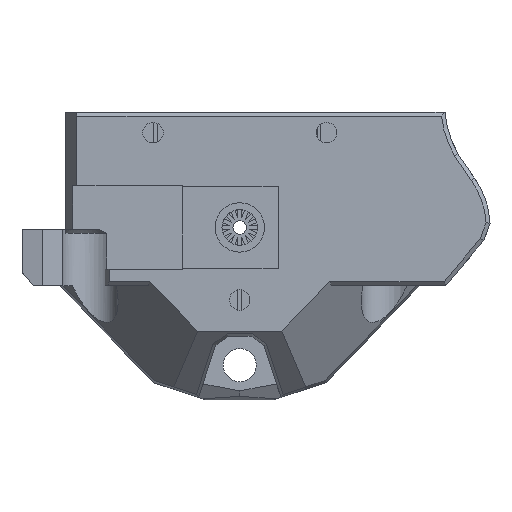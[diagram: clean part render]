
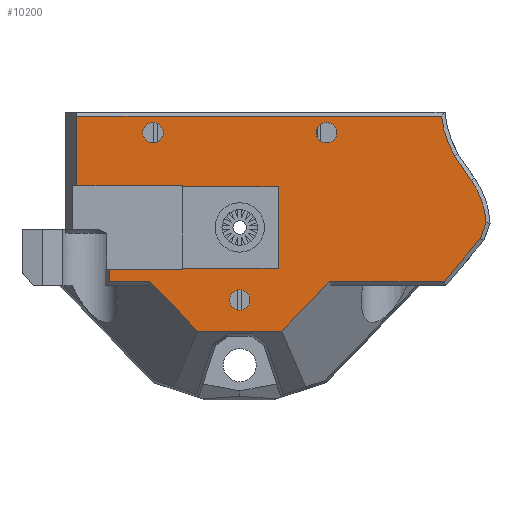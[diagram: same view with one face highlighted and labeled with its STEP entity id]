
A CAD part, top view. The second image highlights one B-rep face of the part: STEP entity #10200.
In plain terms, the highlighted planar face has unit normal (0, 0, 1).
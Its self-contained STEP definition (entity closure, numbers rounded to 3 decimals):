
#186=FACE_BOUND('',#1255,.T.);
#187=FACE_BOUND('',#1256,.T.);
#188=FACE_BOUND('',#1257,.T.);
#206=PLANE('',#10814);
#676=FACE_OUTER_BOUND('',#1254,.T.);
#1254=EDGE_LOOP('',(#7042,#7043,#7044,#7045,#7046,#7047,#7048,#7049,#7050,
#7051,#7052,#7053,#7054,#7055,#7056,#7057,#7058,#7059,#7060,#7061));
#1255=EDGE_LOOP('',(#7062));
#1256=EDGE_LOOP('',(#7063));
#1257=EDGE_LOOP('',(#7064));
#1863=CIRCLE('',#10815,8.435);
#1864=CIRCLE('',#10816,10.4);
#1865=CIRCLE('',#10817,1.05);
#1866=CIRCLE('',#10818,1.05);
#1867=CIRCLE('',#10819,1.05);
#2236=LINE('',#14756,#3340);
#2238=LINE('',#14760,#3342);
#2239=LINE('',#14762,#3343);
#2240=LINE('',#14766,#3344);
#2241=LINE('',#14770,#3345);
#2242=LINE('',#14772,#3346);
#2243=LINE('',#14774,#3347);
#2244=LINE('',#14776,#3348);
#2245=LINE('',#14778,#3349);
#2246=LINE('',#14780,#3350);
#2247=LINE('',#14782,#3351);
#2248=LINE('',#14784,#3352);
#2249=LINE('',#14786,#3353);
#2250=LINE('',#14788,#3354);
#2251=LINE('',#14790,#3355);
#2252=LINE('',#14792,#3356);
#2253=LINE('',#14794,#3357);
#2254=LINE('',#14795,#3358);
#3340=VECTOR('',#11784,10.);
#3342=VECTOR('',#11788,10.);
#3343=VECTOR('',#11789,10.);
#3344=VECTOR('',#11792,10.);
#3345=VECTOR('',#11795,10.);
#3346=VECTOR('',#11796,10.);
#3347=VECTOR('',#11797,10.);
#3348=VECTOR('',#11798,10.);
#3349=VECTOR('',#11799,10.);
#3350=VECTOR('',#11800,10.);
#3351=VECTOR('',#11801,10.);
#3352=VECTOR('',#11802,10.);
#3353=VECTOR('',#11803,10.);
#3354=VECTOR('',#11804,10.);
#3355=VECTOR('',#11805,10.);
#3356=VECTOR('',#11806,10.);
#3357=VECTOR('',#11807,10.);
#3358=VECTOR('',#11808,10.);
#4455=VERTEX_POINT('',#14753);
#4456=VERTEX_POINT('',#14755);
#4457=VERTEX_POINT('',#14759);
#4458=VERTEX_POINT('',#14761);
#4459=VERTEX_POINT('',#14763);
#4460=VERTEX_POINT('',#14765);
#4461=VERTEX_POINT('',#14767);
#4462=VERTEX_POINT('',#14769);
#4463=VERTEX_POINT('',#14771);
#4464=VERTEX_POINT('',#14773);
#4465=VERTEX_POINT('',#14775);
#4466=VERTEX_POINT('',#14777);
#4467=VERTEX_POINT('',#14779);
#4468=VERTEX_POINT('',#14781);
#4469=VERTEX_POINT('',#14783);
#4470=VERTEX_POINT('',#14785);
#4471=VERTEX_POINT('',#14787);
#4472=VERTEX_POINT('',#14789);
#4473=VERTEX_POINT('',#14791);
#4474=VERTEX_POINT('',#14793);
#4475=VERTEX_POINT('',#14796);
#4476=VERTEX_POINT('',#14798);
#4477=VERTEX_POINT('',#14800);
#5464=EDGE_CURVE('',#4455,#4456,#2236,.T.);
#5466=EDGE_CURVE('',#4457,#4455,#2238,.T.);
#5467=EDGE_CURVE('',#4458,#4457,#2239,.T.);
#5468=EDGE_CURVE('',#4459,#4458,#1863,.T.);
#5469=EDGE_CURVE('',#4460,#4459,#2240,.T.);
#5470=EDGE_CURVE('',#4461,#4460,#1864,.T.);
#5471=EDGE_CURVE('',#4462,#4461,#2241,.T.);
#5472=EDGE_CURVE('',#4462,#4463,#2242,.F.);
#5473=EDGE_CURVE('',#4464,#4463,#2243,.F.);
#5474=EDGE_CURVE('',#4465,#4464,#2244,.T.);
#5475=EDGE_CURVE('',#4465,#4466,#2245,.T.);
#5476=EDGE_CURVE('',#4466,#4467,#2246,.T.);
#5477=EDGE_CURVE('',#4467,#4468,#2247,.T.);
#5478=EDGE_CURVE('',#4468,#4469,#2248,.T.);
#5479=EDGE_CURVE('',#4470,#4469,#2249,.F.);
#5480=EDGE_CURVE('',#4470,#4471,#2250,.F.);
#5481=EDGE_CURVE('',#4472,#4471,#2251,.T.);
#5482=EDGE_CURVE('',#4473,#4472,#2252,.T.);
#5483=EDGE_CURVE('',#4474,#4473,#2253,.T.);
#5484=EDGE_CURVE('',#4456,#4474,#2254,.T.);
#5485=EDGE_CURVE('',#4475,#4475,#1865,.T.);
#5486=EDGE_CURVE('',#4476,#4476,#1866,.T.);
#5487=EDGE_CURVE('',#4477,#4477,#1867,.T.);
#7042=ORIENTED_EDGE('',*,*,#5464,.F.);
#7043=ORIENTED_EDGE('',*,*,#5466,.F.);
#7044=ORIENTED_EDGE('',*,*,#5467,.F.);
#7045=ORIENTED_EDGE('',*,*,#5468,.F.);
#7046=ORIENTED_EDGE('',*,*,#5469,.F.);
#7047=ORIENTED_EDGE('',*,*,#5470,.F.);
#7048=ORIENTED_EDGE('',*,*,#5471,.F.);
#7049=ORIENTED_EDGE('',*,*,#5472,.T.);
#7050=ORIENTED_EDGE('',*,*,#5473,.F.);
#7051=ORIENTED_EDGE('',*,*,#5474,.F.);
#7052=ORIENTED_EDGE('',*,*,#5475,.T.);
#7053=ORIENTED_EDGE('',*,*,#5476,.T.);
#7054=ORIENTED_EDGE('',*,*,#5477,.T.);
#7055=ORIENTED_EDGE('',*,*,#5478,.T.);
#7056=ORIENTED_EDGE('',*,*,#5479,.F.);
#7057=ORIENTED_EDGE('',*,*,#5480,.T.);
#7058=ORIENTED_EDGE('',*,*,#5481,.F.);
#7059=ORIENTED_EDGE('',*,*,#5482,.F.);
#7060=ORIENTED_EDGE('',*,*,#5483,.F.);
#7061=ORIENTED_EDGE('',*,*,#5484,.F.);
#7062=ORIENTED_EDGE('',*,*,#5485,.T.);
#7063=ORIENTED_EDGE('',*,*,#5486,.T.);
#7064=ORIENTED_EDGE('',*,*,#5487,.T.);
#10200=ADVANCED_FACE('',(#676,#186,#187,#188),#206,.F.);
#10814=AXIS2_PLACEMENT_3D('',#14758,#11786,#11787);
#10815=AXIS2_PLACEMENT_3D('',#14764,#11790,#11791);
#10816=AXIS2_PLACEMENT_3D('',#14768,#11793,#11794);
#10817=AXIS2_PLACEMENT_3D('',#14797,#11809,#11810);
#10818=AXIS2_PLACEMENT_3D('',#14799,#11811,#11812);
#10819=AXIS2_PLACEMENT_3D('',#14801,#11813,#11814);
#11784=DIRECTION('',(-1.,0.,0.));
#11786=DIRECTION('center_axis',(0.,0.,
-1.));
#11787=DIRECTION('ref_axis',(-1.,0.,0.));
#11788=DIRECTION('',(-0.643,-0.766,0.));
#11789=DIRECTION('',(-0.346,-0.938,0.));
#11790=DIRECTION('center_axis',(0.,0.,
-1.));
#11791=DIRECTION('ref_axis',(1.,0.,0.));
#11792=DIRECTION('',(0.567,-0.823,0.));
#11793=DIRECTION('center_axis',(0.,0.,
1.));
#11794=DIRECTION('ref_axis',(-1.,0.,0.));
#11795=DIRECTION('',(1.,0.,0.));
#11796=DIRECTION('',(0.,1.,0.));
#11797=DIRECTION('',(1.,0.,0.));
#11798=DIRECTION('',(0.,1.,0.));
#11799=DIRECTION('',(1.,0.,0.));
#11800=DIRECTION('',(0.,-1.,0.));
#11801=DIRECTION('',(-1.,0.,0.));
#11802=DIRECTION('',(0.,-1.,0.));
#11803=DIRECTION('',(-1.,0.,0.));
#11804=DIRECTION('',(0.,1.,0.));
#11805=DIRECTION('',(-1.,0.,0.));
#11806=DIRECTION('',(-0.695,0.719,0.));
#11807=DIRECTION('',(-1.,0.,0.));
#11808=DIRECTION('',(-0.695,-0.719,0.));
#11809=DIRECTION('center_axis',(0.,0.,
-1.));
#11810=DIRECTION('ref_axis',(1.,0.,0.));
#11811=DIRECTION('center_axis',(0.,0.,
-1.));
#11812=DIRECTION('ref_axis',(1.,0.,0.));
#11813=DIRECTION('center_axis',(0.,0.,
-1.));
#11814=DIRECTION('ref_axis',(1.,0.,0.));
#14753=CARTESIAN_POINT('',(147.876,-9.995,-72.534));
#14755=CARTESIAN_POINT('',(136.106,-9.995,-72.534));
#14756=CARTESIAN_POINT('',(126.85,-9.995,-72.534));
#14758=CARTESIAN_POINT('Origin',(126.85,-2.286,-72.534));
#14759=CARTESIAN_POINT('',(151.586,-5.575,-72.534));
#14760=CARTESIAN_POINT('',(146.35,-11.814,-72.534));
#14761=CARTESIAN_POINT('',(152.185,-3.951,-72.534));
#14762=CARTESIAN_POINT('',(150.788,-7.735,-72.534));
#14763=CARTESIAN_POINT('',(150.671,0.409,-72.534));
#14764=CARTESIAN_POINT('Origin',(143.763,-4.432,-72.534));
#14765=CARTESIAN_POINT('',(148.969,2.88,-72.534));
#14766=CARTESIAN_POINT('',(147.044,5.674,-72.534));
#14767=CARTESIAN_POINT('',(147.597,7.018,-72.534));
#14768=CARTESIAN_POINT('Origin',(157.935,8.15,-72.534));
#14769=CARTESIAN_POINT('',(110.11,7.018,-72.534));
#14770=CARTESIAN_POINT('',(126.85,7.018,-72.534));
#14771=CARTESIAN_POINT('',(110.11,-0.132,-72.534));
#14772=CARTESIAN_POINT('',(110.11,-2.727,-72.534));
#14773=CARTESIAN_POINT('',(120.95,-0.132,-72.534));
#14774=CARTESIAN_POINT('',(121.35,-0.132,-72.534));
#14775=CARTESIAN_POINT('',(120.95,-0.232,-72.534));
#14776=CARTESIAN_POINT('',(120.95,-3.359,-72.534));
#14777=CARTESIAN_POINT('',(130.8,-0.232,-72.534));
#14778=CARTESIAN_POINT('',(128.825,-0.232,-72.534));
#14779=CARTESIAN_POINT('',(130.8,-8.632,-72.534));
#14780=CARTESIAN_POINT('',(130.8,-5.459,-72.534));
#14781=CARTESIAN_POINT('',(120.95,-8.632,-72.534));
#14782=CARTESIAN_POINT('',(123.9,-8.632,-72.534));
#14783=CARTESIAN_POINT('',(120.95,-8.732,-72.534));
#14784=CARTESIAN_POINT('',(120.95,-3.359,-72.534));
#14785=CARTESIAN_POINT('',(113.414,-8.732,-72.534));
#14786=CARTESIAN_POINT('',(121.35,-8.732,-72.534));
#14787=CARTESIAN_POINT('',(113.414,-9.995,-72.534));
#14788=CARTESIAN_POINT('',(113.414,-2.727,-72.534));
#14789=CARTESIAN_POINT('',(117.595,-9.995,-72.534));
#14790=CARTESIAN_POINT('',(126.85,-9.995,-72.534));
#14791=CARTESIAN_POINT('',(122.515,-15.087,-72.534));
#14792=CARTESIAN_POINT('',(119.798,-12.276,-72.534));
#14793=CARTESIAN_POINT('',(131.185,-15.087,-72.534));
#14794=CARTESIAN_POINT('',(126.274,-15.087,-72.534));
#14795=CARTESIAN_POINT('',(133.902,-12.276,-72.534));
#14796=CARTESIAN_POINT('',(116.88,5.318,-72.534));
#14797=CARTESIAN_POINT('Origin',(117.93,5.318,-72.534));
#14798=CARTESIAN_POINT('',(134.721,5.318,-72.534));
#14799=CARTESIAN_POINT('Origin',(135.771,5.318,-72.534));
#14800=CARTESIAN_POINT('',(125.8,-11.887,-72.534));
#14801=CARTESIAN_POINT('Origin',(126.85,-11.887,-72.534));
